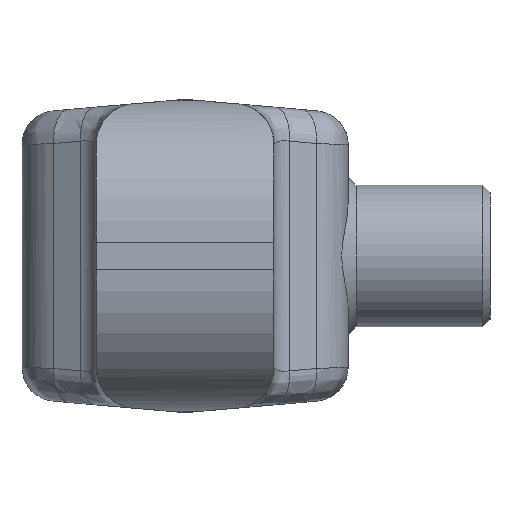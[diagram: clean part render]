
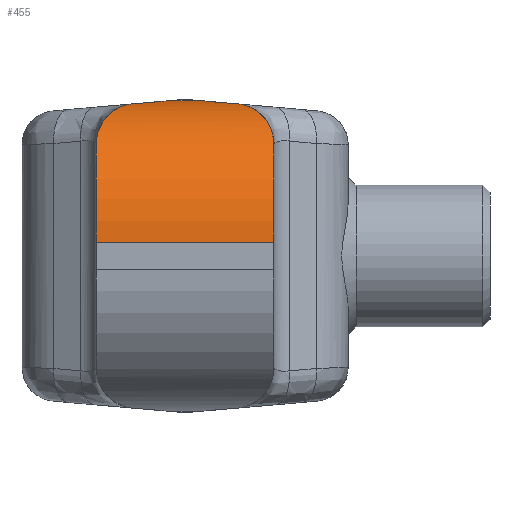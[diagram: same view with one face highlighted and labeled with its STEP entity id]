
A CAD part, left-side view. The second image highlights one B-rep face of the part: STEP entity #455.
In plain terms, the highlighted cylindrical face has radius 12.7 mm (diameter 25.4 mm), a partial arc.
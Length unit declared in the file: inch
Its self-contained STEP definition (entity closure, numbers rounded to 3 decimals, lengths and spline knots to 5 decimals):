
#4 = ORIENTED_EDGE ( 'NONE', *, *, #2697, .T. ) ;
#28 = CARTESIAN_POINT ( 'NONE',  ( -1.04447, -0.22451, 0.52702 ) ) ;
#70 = ORIENTED_EDGE ( 'NONE', *, *, #225, .T. ) ;
#75 = ORIENTED_EDGE ( 'NONE', *, *, #1895, .T. ) ;
#85 = CARTESIAN_POINT ( 'NONE',  ( -1.0091, 0.1847, 0.53618 ) ) ;
#89 = CARTESIAN_POINT ( 'NONE',  ( -0.9, -0.047, 0.54823 ) ) ;
#96 = CARTESIAN_POINT ( 'NONE',  ( -1.15463, 0.28625, 0.47873 ) ) ;
#225 = EDGE_CURVE ( 'NONE', #260, #1089, #1298, .T. ) ;
#260 = VERTEX_POINT ( 'NONE', #3008 ) ;
#266 = CARTESIAN_POINT ( 'NONE',  ( -1.0244, -0.20688, 0.53253 ) ) ;
#275 = CARTESIAN_POINT ( 'NONE',  ( -0.93673, 0.047, 0.54823 ) ) ;
#340 = CARTESIAN_POINT ( 'NONE',  ( -1.18736, 0.29884, 0.45762 ) ) ;
#371 = DIRECTION ( 'NONE',  ( 0., -1., 0. ) ) ;
#454 = DIRECTION ( 'NONE',  ( 0., 1., 0. ) ) ;
#455 = ADVANCED_FACE ( 'NONE', ( #2199 ), #915, .T. ) ;
#501 = CARTESIAN_POINT ( 'NONE',  ( -1.1873, -0.29883, 0.45766 ) ) ;
#515 = CARTESIAN_POINT ( 'NONE',  ( -1.01161, -0.19112, 0.53562 ) ) ;
#575 = CARTESIAN_POINT ( 'NONE',  ( -1.02448, 0.20697, 0.53251 ) ) ;
#588 = CARTESIAN_POINT ( 'NONE',  ( -1.23937, 0.3125, 0.41645 ) ) ;
#596 = ORIENTED_EDGE ( 'NONE', *, *, #1149, .T. ) ;
#745 = CARTESIAN_POINT ( 'NONE',  ( -1.15467, -0.28627, 0.4787 ) ) ;
#747 =( BOUNDED_CURVE ( )  B_SPLINE_CURVE ( 3, ( #2833, #1148, #1390, #3093 ),
 .UNSPECIFIED., .F., .T. ) 
 B_SPLINE_CURVE_WITH_KNOTS ( ( 4, 4 ),
 ( 6.06322, 6.28319 ),
 .UNSPECIFIED. ) 
 CURVE ( )  GEOMETRIC_REPRESENTATION_ITEM ( )  RATIONAL_B_SPLINE_CURVE ( ( 1., 0.996, 0.996, 1. ) ) 
 REPRESENTATION_ITEM ( '' )  );
#766 = CARTESIAN_POINT ( 'NONE',  ( -1.0091, 0.1847, 0.53618 ) ) ;
#815 = CARTESIAN_POINT ( 'NONE',  ( -1.04458, 0.22458, 0.52698 ) ) ;
#836 = DIRECTION ( 'NONE',  ( 0., 1., 0. ) ) ;
#888 = AXIS2_PLACEMENT_3D ( 'NONE', #3054, #1075, #2935 ) ;
#915 = CYLINDRICAL_SURFACE ( 'NONE', #888, 0.5 ) ;
#931 = CARTESIAN_POINT ( 'NONE',  ( -1.4, -0.375, 0.04823 ) ) ;
#972 = CARTESIAN_POINT ( 'NONE',  ( -1.4, 0.3125, 0.04823 ) ) ;
#976 = EDGE_CURVE ( 'NONE', #1554, #3053, #747, .T. ) ;
#984 = CARTESIAN_POINT ( 'NONE',  ( -1.12172, -0.27095, 0.49655 ) ) ;
#1013 = AXIS2_PLACEMENT_3D ( 'NONE', #2619, #1175, #2862 ) ;
#1050 = CARTESIAN_POINT ( 'NONE',  ( -1.07736, 0.24646, 0.51586 ) ) ;
#1075 = DIRECTION ( 'NONE',  ( 0., 1., 0. ) ) ;
#1080 = VERTEX_POINT ( 'NONE', #2635 ) ;
#1089 = VERTEX_POINT ( 'NONE', #972 ) ;
#1096 = DIRECTION ( 'NONE',  ( -1., 0., 0. ) ) ;
#1136 = CARTESIAN_POINT ( 'NONE',  ( -0.9, 0.047, 0.54823 ) ) ;
#1148 = CARTESIAN_POINT ( 'NONE',  ( -0.97325, -0.09309, 0.5442 ) ) ;
#1149 = EDGE_CURVE ( 'NONE', #1595, #2962, #2521, .T. ) ;
#1175 = DIRECTION ( 'NONE',  ( 0., 1., 0. ) ) ;
#1214 = CARTESIAN_POINT ( 'NONE',  ( -1.25855, -0.3125, 0.39671 ) ) ;
#1222 = CARTESIAN_POINT ( 'NONE',  ( -1.08845, -0.25301, 0.51151 ) ) ;
#1250 = LINE ( 'NONE', #2755, #2463 ) ;
#1292 = CARTESIAN_POINT ( 'NONE',  ( -1.11062, 0.26526, 0.50186 ) ) ;
#1298 = CIRCLE ( 'NONE', #2314, 0.5 ) ;
#1390 = CARTESIAN_POINT ( 'NONE',  ( -0.93673, -0.047, 0.54823 ) ) ;
#1469 = CARTESIAN_POINT ( 'NONE',  ( -1.05534, -0.23215, 0.52363 ) ) ;
#1492 = CARTESIAN_POINT ( 'NONE',  ( -1.0091, 0.1847, 0.53618 ) ) ;
#1518 = CARTESIAN_POINT ( 'NONE',  ( -1.01163, 0.19118, 0.53561 ) ) ;
#1526 = CARTESIAN_POINT ( 'NONE',  ( -1.14367, 0.28142, 0.48501 ) ) ;
#1554 = VERTEX_POINT ( 'NONE', #2811 ) ;
#1595 = VERTEX_POINT ( 'NONE', #1136 ) ;
#1670 = CIRCLE ( 'NONE', #1013, 0.5 ) ;
#1690 = B_SPLINE_CURVE_WITH_KNOTS ( 'NONE', 3,
 ( #85, #1518, #2003, #575, #2256, #815, #2500, #1050, #2731, #1292, #2986, #1526, #96, #1773, #340, #2015, #588, #2273 ),
 .UNSPECIFIED., .F., .F.,
 ( 4, 2, 2, 2, 2, 2, 2, 2, 4 ),
 ( 0., 0.00052, 0.00104, 0.00208, 0.00312, 0.00416, 0.0052, 0.00624, 0.00832 ),
 .UNSPECIFIED. ) ;
#1708 = CARTESIAN_POINT ( 'NONE',  ( -1.02927, -0.21147, 0.53126 ) ) ;
#1728 = VERTEX_POINT ( 'NONE', #2882 ) ;
#1773 = CARTESIAN_POINT ( 'NONE',  ( -1.17644, 0.29495, 0.46506 ) ) ;
#1871 = ORIENTED_EDGE ( 'NONE', *, *, #2920, .T. ) ;
#1876 = ORIENTED_EDGE ( 'NONE', *, *, #2045, .T. ) ;
#1895 = EDGE_CURVE ( 'NONE', #2962, #260, #1690, .T. ) ;
#1939 = CARTESIAN_POINT ( 'NONE',  ( -1.2192, -0.30852, 0.43399 ) ) ;
#1950 = CARTESIAN_POINT ( 'NONE',  ( -1.01555, -0.19665, 0.53471 ) ) ;
#1956 = CARTESIAN_POINT ( 'NONE',  ( -0.9, 0.047, 0.54823 ) ) ;
#2003 = CARTESIAN_POINT ( 'NONE',  ( -1.01558, 0.19669, 0.53471 ) ) ;
#2015 = CARTESIAN_POINT ( 'NONE',  ( -1.21918, 0.30851, 0.434 ) ) ;
#2045 = EDGE_CURVE ( 'NONE', #1080, #1728, #1670, .T. ) ;
#2047 = CARTESIAN_POINT ( 'NONE',  ( -0.9, 0.3125, 0.04823 ) ) ;
#2061 = EDGE_CURVE ( 'NONE', #1080, #1089, #2960, .T. ) ;
#2180 = CARTESIAN_POINT ( 'NONE',  ( -1.17642, -0.29494, 0.46507 ) ) ;
#2192 = CARTESIAN_POINT ( 'NONE',  ( -1.0091, -0.1847, 0.53618 ) ) ;
#2199 = FACE_OUTER_BOUND ( 'NONE', #2771, .T. ) ;
#2200 = CARTESIAN_POINT ( 'NONE',  ( -0.97325, 0.09309, 0.5442 ) ) ;
#2238 = VECTOR ( 'NONE', #454, 39.37008 ) ;
#2256 = CARTESIAN_POINT ( 'NONE',  ( -1.0294, 0.21159, 0.53122 ) ) ;
#2273 = CARTESIAN_POINT ( 'NONE',  ( -1.25855, 0.3125, 0.39671 ) ) ;
#2314 = AXIS2_PLACEMENT_3D ( 'NONE', #2047, #371, #1096 ) ;
#2435 = CARTESIAN_POINT ( 'NONE',  ( -1.14372, -0.28145, 0.48498 ) ) ;
#2463 = VECTOR ( 'NONE', #836, 39.37008 ) ;
#2500 = CARTESIAN_POINT ( 'NONE',  ( -1.05537, 0.23218, 0.52362 ) ) ;
#2521 =( BOUNDED_CURVE ( )  B_SPLINE_CURVE ( 3, ( #1956, #275, #2200, #766 ),
 .UNSPECIFIED., .F., .F. ) 
 B_SPLINE_CURVE_WITH_KNOTS ( ( 4, 4 ),
 ( 3.14159, 3.36156 ),
 .UNSPECIFIED. ) 
 CURVE ( )  GEOMETRIC_REPRESENTATION_ITEM ( )  RATIONAL_B_SPLINE_CURVE ( ( 1., 0.996, 0.996, 1. ) ) 
 REPRESENTATION_ITEM ( '' )  );
#2619 = CARTESIAN_POINT ( 'NONE',  ( -0.9, -0.3125, 0.04823 ) ) ;
#2635 = CARTESIAN_POINT ( 'NONE',  ( -1.4, -0.3125, 0.04823 ) ) ;
#2661 = CARTESIAN_POINT ( 'NONE',  ( -1.2394, -0.3125, 0.41642 ) ) ;
#2667 = CARTESIAN_POINT ( 'NONE',  ( -1.11065, -0.26528, 0.50185 ) ) ;
#2697 = EDGE_CURVE ( 'NONE', #3053, #1595, #1250, .T. ) ;
#2731 = CARTESIAN_POINT ( 'NONE',  ( -1.08848, 0.25303, 0.5115 ) ) ;
#2755 = CARTESIAN_POINT ( 'NONE',  ( -0.9, -0.375, 0.54823 ) ) ;
#2771 = EDGE_LOOP ( 'NONE', ( #596, #75, #70, #2886, #1876, #1871, #2840, #4 ) ) ;
#2811 = CARTESIAN_POINT ( 'NONE',  ( -1.0091, -0.1847, 0.53618 ) ) ;
#2833 = CARTESIAN_POINT ( 'NONE',  ( -1.0091, -0.1847, 0.53618 ) ) ;
#2840 = ORIENTED_EDGE ( 'NONE', *, *, #976, .T. ) ;
#2862 = DIRECTION ( 'NONE',  ( 1., 0., 0. ) ) ;
#2882 = CARTESIAN_POINT ( 'NONE',  ( -1.25855, -0.3125, 0.39671 ) ) ;
#2886 = ORIENTED_EDGE ( 'NONE', *, *, #2061, .F. ) ;
#2918 = CARTESIAN_POINT ( 'NONE',  ( -1.07727, -0.24641, 0.51589 ) ) ;
#2920 = EDGE_CURVE ( 'NONE', #1728, #1554, #3133, .T. ) ;
#2935 = DIRECTION ( 'NONE',  ( 0., 0., 1. ) ) ;
#2960 = LINE ( 'NONE', #931, #2238 ) ;
#2962 = VERTEX_POINT ( 'NONE', #1492 ) ;
#2986 = CARTESIAN_POINT ( 'NONE',  ( -1.12167, 0.27093, 0.49658 ) ) ;
#3008 = CARTESIAN_POINT ( 'NONE',  ( -1.25855, 0.3125, 0.39671 ) ) ;
#3053 = VERTEX_POINT ( 'NONE', #89 ) ;
#3054 = CARTESIAN_POINT ( 'NONE',  ( -0.9, -0.375, 0.04823 ) ) ;
#3093 = CARTESIAN_POINT ( 'NONE',  ( -0.9, -0.047, 0.54823 ) ) ;
#3133 = B_SPLINE_CURVE_WITH_KNOTS ( 'NONE', 3,
 ( #1214, #2661, #1939, #501, #2180, #745, #2435, #984, #2667, #1222, #2918, #1469, #28, #1708, #266, #1950, #515, #2192 ),
 .UNSPECIFIED., .F., .F.,
 ( 4, 2, 2, 2, 2, 2, 2, 2, 4 ),
 ( 0., 0.00206, 0.00309, 0.00413, 0.00516, 0.00619, 0.00722, 0.00774, 0.00825 ),
 .UNSPECIFIED. ) ;
